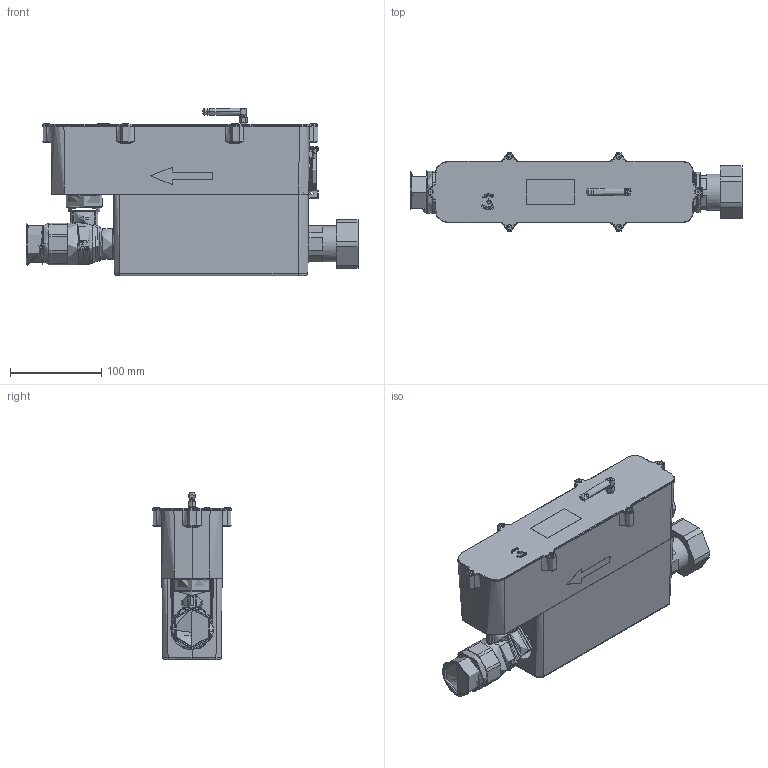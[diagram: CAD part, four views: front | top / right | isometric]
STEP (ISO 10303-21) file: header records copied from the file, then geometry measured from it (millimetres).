
FILE_DESCRIPTION(/* description */ (''),/* implementation_level */ '2;1');
FILE_NAME(/* name */ 'DN40.stp',/* time_stamp */ '2022-02-11T14:13:48+03:00',/* author */ (''),/* organization */ (''),/* preprocessor_version */ 'ST-DEVELOPER v16.7',/* originating_system */ 'SIEMENS PLM Software NX 12.0',/* authorisation */ '');
FILE_SCHEMA (('AUTOMOTIVE_DESIGN { 1 0 10303 214 3 1 1 1 }'));
Products named in the file (1): isma69582D793gmu
Bounding box: 364.15 x 85.97 x 183.46 mm (x, y, z)
Volume: 18271.2 mm3
Topology: 2 solids, 22 shells, 1824 faces, 4973 edges, 3178 vertices
Faces by surface type: plane 578, cylinder 510, bspline 448, torus 140, cone 75, sphere 45, extrusion 28
Full cylindrical faces by diameter (mm): 3 x1, 4.1 x1, 6.1 x1, 7 x6, 8.6 x1, 25 x1, 31.3 x1, 32 x1, 33.4 x1, 34.5 x2, 36.5 x2, 37.5 x1, 38.4 x1, 39.5 x4, 40 x1, 45 x1, 46 x1, 48 x6
Entity records: 69677 total; most frequent: CARTESIAN_POINT 27892, ORIENTED_EDGE 8862, DIRECTION 7736, EDGE_CURVE 4756, VERTEX_POINT 3116, AXIS2_PLACEMENT_3D 2835, VECTOR 2066, EDGE_LOOP 2051
